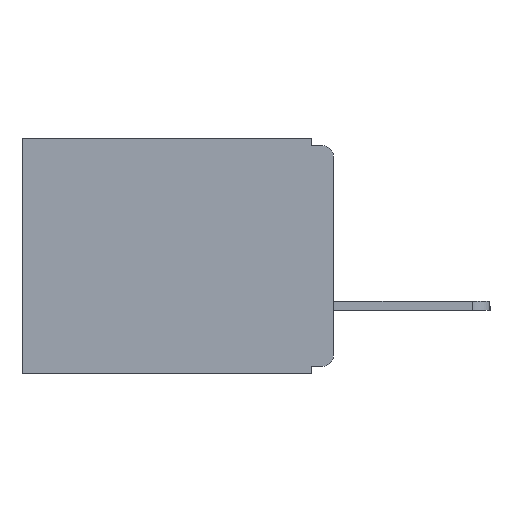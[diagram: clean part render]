
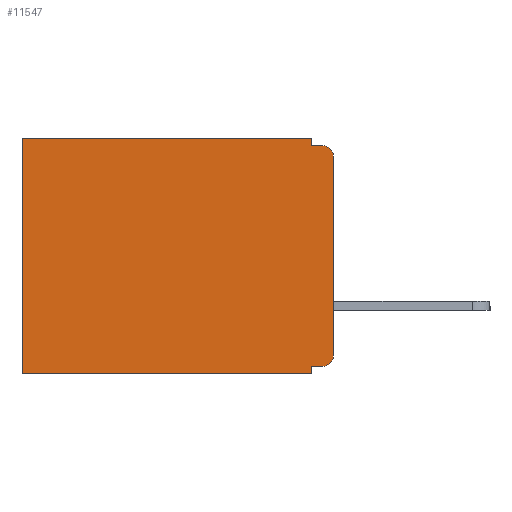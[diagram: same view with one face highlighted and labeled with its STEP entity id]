
A CAD part, left-side view. The second image highlights one B-rep face of the part: STEP entity #11547.
In plain terms, the highlighted planar face has unit normal (-1, 0, 0).
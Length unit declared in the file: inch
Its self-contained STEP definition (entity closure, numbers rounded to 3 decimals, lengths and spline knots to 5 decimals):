
#187 = DIRECTION ( 'NONE',  ( 1., 0., 0. ) ) ;
#335 = VECTOR ( 'NONE', #779, 39.37008 ) ;
#779 = DIRECTION ( 'NONE',  ( 0., 1., 0. ) ) ;
#1228 = DIRECTION ( 'NONE',  ( 0., 1., 0. ) ) ;
#1312 = CARTESIAN_POINT ( 'NONE',  ( 0.3, 0., -0.33 ) ) ;
#1456 = VERTEX_POINT ( 'NONE', #16881 ) ;
#1529 = VERTEX_POINT ( 'NONE', #13301 ) ;
#1631 = EDGE_LOOP ( 'NONE', ( #4315, #1996, #8732, #2282, #9766, #11578, #7718, #3295, #15625, #10065 ) ) ;
#1928 = VERTEX_POINT ( 'NONE', #17697 ) ;
#1996 = ORIENTED_EDGE ( 'NONE', *, *, #16483, .T. ) ;
#2091 = LINE ( 'NONE', #9580, #335 ) ;
#2282 = ORIENTED_EDGE ( 'NONE', *, *, #14850, .F. ) ;
#2512 = VERTEX_POINT ( 'NONE', #14007 ) ;
#2521 = CIRCLE ( 'NONE', #16546, 0.015 ) ;
#3029 = AXIS2_PLACEMENT_3D ( 'NONE', #14509, #187, #13165 ) ;
#3227 = VERTEX_POINT ( 'NONE', #10563 ) ;
#3268 = VECTOR ( 'NONE', #14504, 39.37008 ) ;
#3295 = ORIENTED_EDGE ( 'NONE', *, *, #15026, .F. ) ;
#3303 = LINE ( 'NONE', #14618, #3268 ) ;
#4315 = ORIENTED_EDGE ( 'NONE', *, *, #17038, .F. ) ;
#4419 = AXIS2_PLACEMENT_3D ( 'NONE', #9418, #9277, #9223 ) ;
#4488 = VERTEX_POINT ( 'NONE', #6001 ) ;
#5506 = CARTESIAN_POINT ( 'NONE',  ( 0.3, 0.031, 0. ) ) ;
#5659 = DIRECTION ( 'NONE',  ( 0., 0., -1. ) ) ;
#5852 = CARTESIAN_POINT ( 'NONE',  ( 0.3, 0.437, -0.33 ) ) ;
#5996 = DIRECTION ( 'NONE',  ( 0., 0., -1. ) ) ;
#6001 = CARTESIAN_POINT ( 'NONE',  ( 0.3, 0.031, 0. ) ) ;
#6735 = FACE_OUTER_BOUND ( 'NONE', #1631, .T. ) ;
#7278 = VECTOR ( 'NONE', #10231, 39.37008 ) ;
#7511 = LINE ( 'NONE', #17925, #7278 ) ;
#7718 = ORIENTED_EDGE ( 'NONE', *, *, #14246, .F. ) ;
#8042 = DIRECTION ( 'NONE',  ( 0., 0., -1. ) ) ;
#8154 = CARTESIAN_POINT ( 'NONE',  ( 0.3, 0., -0.33 ) ) ;
#8202 = VERTEX_POINT ( 'NONE', #19395 ) ;
#8732 = ORIENTED_EDGE ( 'NONE', *, *, #11420, .F. ) ;
#9016 = LINE ( 'NONE', #1312, #9192 ) ;
#9192 = VECTOR ( 'NONE', #1228, 39.37008 ) ;
#9223 = DIRECTION ( 'NONE',  ( 0., 0., -1. ) ) ;
#9277 = DIRECTION ( 'NONE',  ( -1., 0., 0. ) ) ;
#9418 = CARTESIAN_POINT ( 'NONE',  ( 0.3, 0.015, -0.305 ) ) ;
#9580 = CARTESIAN_POINT ( 'NONE',  ( 0.3, 0., -0.32 ) ) ;
#9766 = ORIENTED_EDGE ( 'NONE', *, *, #13562, .T. ) ;
#10065 = ORIENTED_EDGE ( 'NONE', *, *, #17757, .T. ) ;
#10231 = DIRECTION ( 'NONE',  ( 0., -1., 0. ) ) ;
#10563 = CARTESIAN_POINT ( 'NONE',  ( 0.3, 0.437, -0.33 ) ) ;
#11420 = EDGE_CURVE ( 'NONE', #16048, #2512, #7511, .T. ) ;
#11431 = VERTEX_POINT ( 'NONE', #18945 ) ;
#11547 = ADVANCED_FACE ( 'NONE', ( #6735 ), #13621, .F. ) ;
#11578 = ORIENTED_EDGE ( 'NONE', *, *, #13400, .T. ) ;
#12678 = VECTOR ( 'NONE', #19788, 39.37008 ) ;
#12782 = CARTESIAN_POINT ( 'NONE',  ( 0.3, 0.031, -0.01 ) ) ;
#12871 = LINE ( 'NONE', #19370, #12678 ) ;
#13163 = CIRCLE ( 'NONE', #4419, 0.015 ) ;
#13165 = DIRECTION ( 'NONE',  ( 0., 0., -1. ) ) ;
#13301 = CARTESIAN_POINT ( 'NONE',  ( 0.3, 0., -0.305 ) ) ;
#13400 = EDGE_CURVE ( 'NONE', #1928, #3227, #14226, .T. ) ;
#13461 = VECTOR ( 'NONE', #5659, 39.37008 ) ;
#13562 = EDGE_CURVE ( 'NONE', #4488, #1928, #12871, .T. ) ;
#13586 = VECTOR ( 'NONE', #5996, 39.37008 ) ;
#13621 = PLANE ( 'NONE',  #3029 ) ;
#13908 = LINE ( 'NONE', #5506, #13461 ) ;
#14007 = CARTESIAN_POINT ( 'NONE',  ( 0.3, 0.015, -0.01 ) ) ;
#14226 = LINE ( 'NONE', #5852, #13586 ) ;
#14246 = EDGE_CURVE ( 'NONE', #11431, #3227, #9016, .T. ) ;
#14395 = VERTEX_POINT ( 'NONE', #16775 ) ;
#14504 = DIRECTION ( 'NONE',  ( 0., 0., -1. ) ) ;
#14509 = CARTESIAN_POINT ( 'NONE',  ( 0.3, 0., -0.33 ) ) ;
#14618 = CARTESIAN_POINT ( 'NONE',  ( 0.3, 0.031, -0.33 ) ) ;
#14850 = EDGE_CURVE ( 'NONE', #4488, #16048, #13908, .T. ) ;
#15026 = EDGE_CURVE ( 'NONE', #1456, #11431, #3303, .T. ) ;
#15625 = ORIENTED_EDGE ( 'NONE', *, *, #15802, .F. ) ;
#15802 = EDGE_CURVE ( 'NONE', #8202, #1456, #2091, .T. ) ;
#16048 = VERTEX_POINT ( 'NONE', #12782 ) ;
#16483 = EDGE_CURVE ( 'NONE', #14395, #2512, #2521, .T. ) ;
#16546 = AXIS2_PLACEMENT_3D ( 'NONE', #17005, #16965, #16940 ) ;
#16775 = CARTESIAN_POINT ( 'NONE',  ( 0.3, 0., -0.025 ) ) ;
#16881 = CARTESIAN_POINT ( 'NONE',  ( 0.3, 0.031, -0.32 ) ) ;
#16940 = DIRECTION ( 'NONE',  ( 0., 0., -1. ) ) ;
#16965 = DIRECTION ( 'NONE',  ( -1., 0., 0. ) ) ;
#17005 = CARTESIAN_POINT ( 'NONE',  ( 0.3, 0.015, -0.025 ) ) ;
#17038 = EDGE_CURVE ( 'NONE', #14395, #1529, #17144, .T. ) ;
#17115 = VECTOR ( 'NONE', #8042, 39.37008 ) ;
#17144 = LINE ( 'NONE', #8154, #17115 ) ;
#17697 = CARTESIAN_POINT ( 'NONE',  ( 0.3, 0.437, 0. ) ) ;
#17757 = EDGE_CURVE ( 'NONE', #8202, #1529, #13163, .T. ) ;
#17925 = CARTESIAN_POINT ( 'NONE',  ( 0.3, 0., -0.01 ) ) ;
#18945 = CARTESIAN_POINT ( 'NONE',  ( 0.3, 0.031, -0.33 ) ) ;
#19370 = CARTESIAN_POINT ( 'NONE',  ( 0.3, 0., 0. ) ) ;
#19395 = CARTESIAN_POINT ( 'NONE',  ( 0.3, 0.015, -0.32 ) ) ;
#19788 = DIRECTION ( 'NONE',  ( 0., 1., 0. ) ) ;
